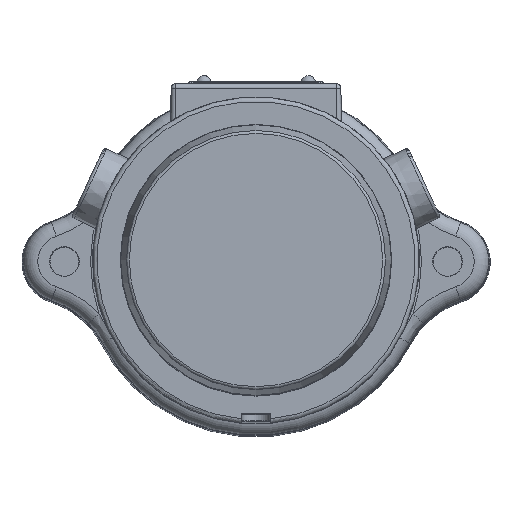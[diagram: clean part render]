
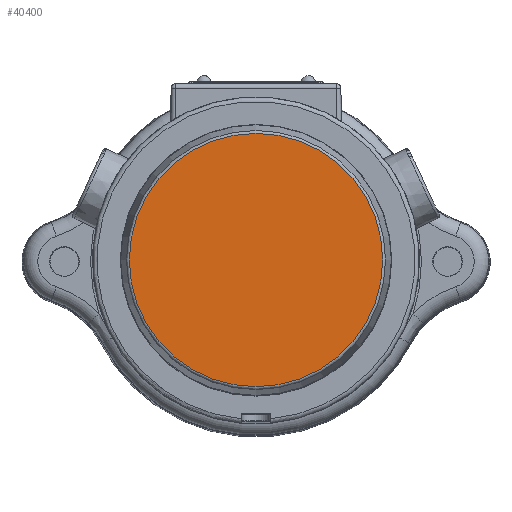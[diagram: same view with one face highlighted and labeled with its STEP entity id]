
A CAD part, top view. The second image highlights one B-rep face of the part: STEP entity #40400.
In plain terms, the highlighted planar face has unit normal (0, 0, 1).
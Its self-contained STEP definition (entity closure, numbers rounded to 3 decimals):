
#5595=FACE_OUTER_BOUND('',#7979,.T.);
#7979=EDGE_LOOP('',(#35868));
#8409=CIRCLE('',#42333,42.961);
#20129=VERTEX_POINT('',#70423);
#25420=EDGE_CURVE('',#20129,#20129,#8409,.T.);
#35868=ORIENTED_EDGE('',*,*,#25420,.F.);
#38488=PLANE('',#42332);
#40400=ADVANCED_FACE('',(#5595),#38488,.F.);
#42332=AXIS2_PLACEMENT_3D('',#70422,#49783,#49784);
#42333=AXIS2_PLACEMENT_3D('',#70424,#49785,#49786);
#49783=DIRECTION('center_axis',(0.,0.,-1.));
#49784=DIRECTION('ref_axis',(-1.,0.,0.));
#49785=DIRECTION('center_axis',(0.,0.,-1.));
#49786=DIRECTION('ref_axis',(-1.,0.,0.));
#70422=CARTESIAN_POINT('Origin',(0.,0.,0.));
#70423=CARTESIAN_POINT('',(42.961,0.,0.));
#70424=CARTESIAN_POINT('Origin',(0.,0.,0.));
